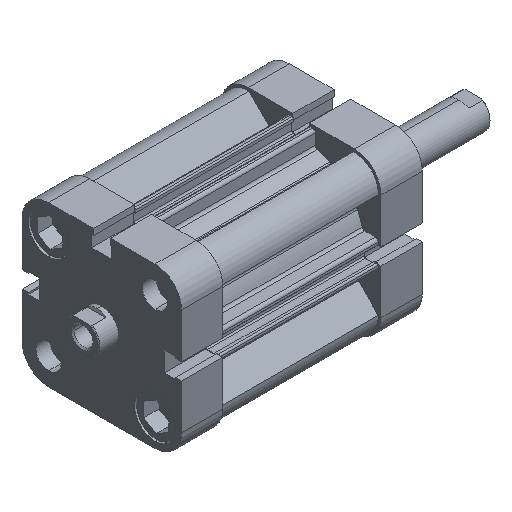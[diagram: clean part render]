
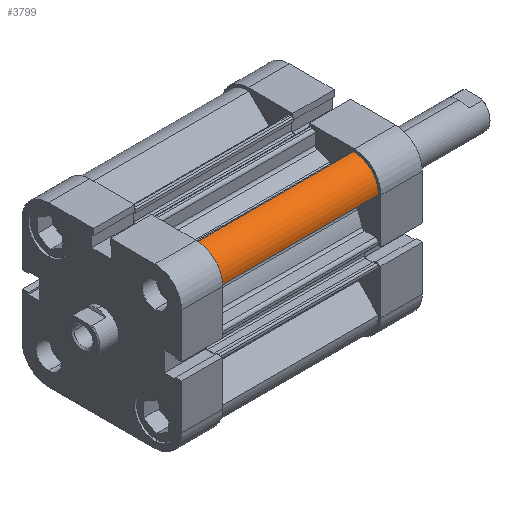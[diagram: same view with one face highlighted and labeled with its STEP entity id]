
A CAD part, isometric view. The second image highlights one B-rep face of the part: STEP entity #3799.
In plain terms, the highlighted cylindrical face has radius 8.5 mm (diameter 17 mm), a partial arc.
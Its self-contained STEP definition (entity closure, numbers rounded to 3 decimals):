
#179 = ORIENTED_EDGE ( 'NONE', *, *, #2210, .T. ) ;
#180 = ORIENTED_EDGE ( 'NONE', *, *, #2261, .F. ) ;
#183 = ORIENTED_EDGE ( 'NONE', *, *, #2093, .F. ) ;
#204 = ORIENTED_EDGE ( 'NONE', *, *, #2275, .T. ) ;
#418 = VERTEX_POINT ( 'NONE', #599 ) ;
#435 = VERTEX_POINT ( 'NONE', #1137 ) ;
#599 = CARTESIAN_POINT ( 'NONE',  ( 27.493, -18.654, 56.5 ) ) ;
#886 = CARTESIAN_POINT ( 'NONE',  ( 18.654, -27.493, 0. ) ) ;
#895 = VERTEX_POINT ( 'NONE', #1022 ) ;
#1022 = CARTESIAN_POINT ( 'NONE',  ( 27.493, -18.654, 0. ) ) ;
#1032 = VERTEX_POINT ( 'NONE', #886 ) ;
#1137 = CARTESIAN_POINT ( 'NONE',  ( 18.654, -27.493, 56.5 ) ) ;
#1362 = AXIS2_PLACEMENT_3D ( 'NONE', #2842, #2851, #2852 ) ;
#1419 = AXIS2_PLACEMENT_3D ( 'NONE', #3136, #3144, #3145 ) ;
#1533 = AXIS2_PLACEMENT_3D ( 'NONE', #6737, #6726, #6729 ) ;
#2093 = EDGE_CURVE ( 'NONE', #435, #418, #5142, .T. ) ;
#2210 = EDGE_CURVE ( 'NONE', #1032, #895, #5318, .T. ) ;
#2261 = EDGE_CURVE ( 'NONE', #418, #895, #5396, .T. ) ;
#2275 = EDGE_CURVE ( 'NONE', #435, #1032, #5424, .T. ) ;
#2842 = CARTESIAN_POINT ( 'NONE',  ( 19., -19., 56.5 ) ) ;
#2851 = DIRECTION ( 'NONE',  ( 0., 0., 1. ) ) ;
#2852 = DIRECTION ( 'NONE',  ( -1., 0., 0. ) ) ;
#3136 = CARTESIAN_POINT ( 'NONE',  ( 19., -19., 0. ) ) ;
#3144 = DIRECTION ( 'NONE',  ( 0., 0., 1. ) ) ;
#3145 = DIRECTION ( 'NONE',  ( -1., 0., 0. ) ) ;
#3270 = CARTESIAN_POINT ( 'NONE',  ( 27.493, -18.654, 56.5 ) ) ;
#3271 = DIRECTION ( 'NONE',  ( 0., 0., -1. ) ) ;
#3298 = CARTESIAN_POINT ( 'NONE',  ( 18.654, -27.493, 56.5 ) ) ;
#3299 = DIRECTION ( 'NONE',  ( 0., 0., -1. ) ) ;
#3799 = ADVANCED_FACE ( 'NONE', ( #5857 ), #5859, .T. ) ;
#4555 = EDGE_LOOP ( 'NONE', ( #179, #180, #183, #204 ) ) ;
#5142 = CIRCLE ( 'NONE', #1362, 8.5 ) ;
#5318 = CIRCLE ( 'NONE', #1419, 8.5 ) ;
#5396 = LINE ( 'NONE', #3270, #5397 ) ;
#5397 = VECTOR ( 'NONE', #3271, 1000. ) ;
#5424 = LINE ( 'NONE', #3298, #5425 ) ;
#5425 = VECTOR ( 'NONE', #3299, 1000. ) ;
#5857 = FACE_OUTER_BOUND ( 'NONE', #4555, .T. ) ;
#5859 = CYLINDRICAL_SURFACE ( 'NONE', #1533, 8.5 ) ;
#6726 = DIRECTION ( 'NONE',  ( 0., 0., -1. ) ) ;
#6729 = DIRECTION ( 'NONE',  ( -1., 0., 0. ) ) ;
#6737 = CARTESIAN_POINT ( 'NONE',  ( 19., -19., 56.5 ) ) ;
